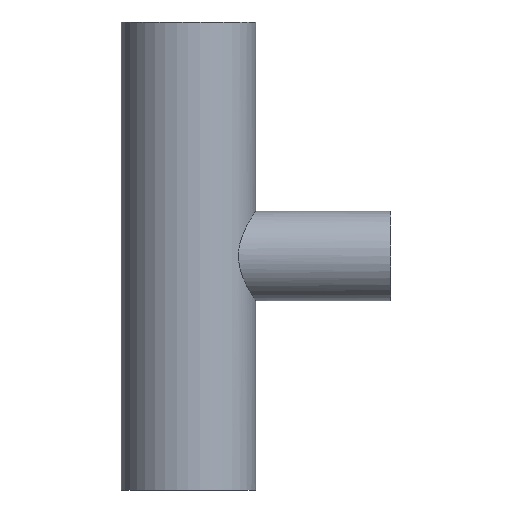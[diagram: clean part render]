
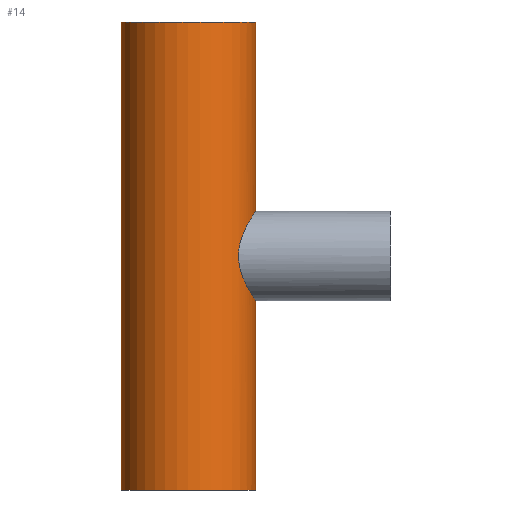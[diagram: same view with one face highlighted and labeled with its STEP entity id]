
A CAD part, front view. The second image highlights one B-rep face of the part: STEP entity #14.
In plain terms, the highlighted cylindrical face has radius 37.5 mm (diameter 75 mm), a partial arc.
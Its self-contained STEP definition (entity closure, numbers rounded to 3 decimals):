
#2 = CARTESIAN_POINT ( 'NONE',  ( 36.936, -6.691, -24.147 ) ) ;
#8 = CARTESIAN_POINT ( 'NONE',  ( 29.032, -23.737, 7.857 ) ) ;
#14 = ADVANCED_FACE ( 'NONE', ( #159 ), #154, .T. ) ;
#15 = CARTESIAN_POINT ( 'NONE',  ( 36.61, -8.272, -23.649 ) ) ;
#44 = CARTESIAN_POINT ( 'NONE',  ( 34.227, -15.391, 19.767 ) ) ;
#50 = CARTESIAN_POINT ( 'NONE',  ( 37.5, -1.711, 25. ) ) ;
#58 = DIRECTION ( 'NONE',  ( 1., 0., 0. ) ) ;
#62 = CARTESIAN_POINT ( 'NONE',  ( 35.285, -12.719, -21.538 ) ) ;
#64 = CARTESIAN_POINT ( 'NONE',  ( 32.744, -18.281, -17.058 ) ) ;
#71 = CARTESIAN_POINT ( 'NONE',  ( 30.658, -21.6, -12.613 ) ) ;
#103 = AXIS2_PLACEMENT_3D ( 'NONE', #252, #600, #58 ) ;
#113 = CARTESIAN_POINT ( 'NONE',  ( 28.466, -24.412, -5.407 ) ) ;
#117 = DIRECTION ( 'NONE',  ( 1., 0., 0. ) ) ;
#120 = CARTESIAN_POINT ( 'NONE',  ( 34.228, -15.386, -19.769 ) ) ;
#122 = CARTESIAN_POINT ( 'NONE',  ( 35.768, -11.289, -22.321 ) ) ;
#125 = CARTESIAN_POINT ( 'NONE',  ( 27.95, -25.001, -1.674 ) ) ;
#133 = ORIENTED_EDGE ( 'NONE', *, *, #401, .T. ) ;
#137 = VERTEX_POINT ( 'NONE', #591 ) ;
#138 = CIRCLE ( 'NONE', #103, 37.5 ) ;
#139 = DIRECTION ( 'NONE',  ( 0., 0., -1. ) ) ;
#154 = CYLINDRICAL_SURFACE ( 'NONE', #438, 37.5 ) ;
#159 = FACE_OUTER_BOUND ( 'NONE', #274, .T. ) ;
#162 = CARTESIAN_POINT ( 'NONE',  ( 35.038, -13.384, 21.131 ) ) ;
#163 = CARTESIAN_POINT ( 'NONE',  ( 0., 0., -130.5 ) ) ;
#165 = CARTESIAN_POINT ( 'NONE',  ( 37.5, 0., -25. ) ) ;
#169 = LINE ( 'NONE', #233, #484 ) ;
#170 = CARTESIAN_POINT ( 'NONE',  ( 28.547, -24.318, -5.817 ) ) ;
#171 = VERTEX_POINT ( 'NONE', #205 ) ;
#173 = CARTESIAN_POINT ( 'NONE',  ( 31.838, -19.823, 15.254 ) ) ;
#178 = CARTESIAN_POINT ( 'NONE',  ( 28.817, -23.997, -7.021 ) ) ;
#179 = CARTESIAN_POINT ( 'NONE',  ( -37.5, 0., 130.5 ) ) ;
#181 = CARTESIAN_POINT ( 'NONE',  ( 37.5, 0., 130.5 ) ) ;
#194 = VERTEX_POINT ( 'NONE', #165 ) ;
#205 = CARTESIAN_POINT ( 'NONE',  ( -37.5, 0., 130.5 ) ) ;
#209 = CARTESIAN_POINT ( 'NONE',  ( 29.837, -22.719, -10.465 ) ) ;
#214 = CARTESIAN_POINT ( 'NONE',  ( 32.288, -19.074, -16.166 ) ) ;
#217 = CARTESIAN_POINT ( 'NONE',  ( 30.946, -21.187, -13.295 ) ) ;
#221 = CARTESIAN_POINT ( 'NONE',  ( 37.472, -1.685, -24.957 ) ) ;
#224 = EDGE_CURVE ( 'NONE', #499, #194, #622, .T. ) ;
#233 = CARTESIAN_POINT ( 'NONE',  ( 37.5, 0., 130.5 ) ) ;
#239 = VERTEX_POINT ( 'NONE', #601 ) ;
#252 = CARTESIAN_POINT ( 'NONE',  ( 0., 0., 130.5 ) ) ;
#253 = ORIENTED_EDGE ( 'NONE', *, *, #292, .F. ) ;
#259 = CARTESIAN_POINT ( 'NONE',  ( 28.104, -24.832, -3.346 ) ) ;
#261 = CARTESIAN_POINT ( 'NONE',  ( 37.351, -3.366, -24.776 ) ) ;
#263 = CARTESIAN_POINT ( 'NONE',  ( 28.726, -24.108, 6.671 ) ) ;
#269 = CARTESIAN_POINT ( 'NONE',  ( 35.029, -13.405, -21.117 ) ) ;
#274 = EDGE_LOOP ( 'NONE', ( #338, #553, #133, #533, #253, #437 ) ) ;
#291 = CARTESIAN_POINT ( 'NONE',  ( 36.59, -8.252, 23.614 ) ) ;
#292 = EDGE_CURVE ( 'NONE', #194, #137, #169, .T. ) ;
#296 = CARTESIAN_POINT ( 'NONE',  ( 36.914, -6.651, 24.114 ) ) ;
#301 = DIRECTION ( 'NONE',  ( 0., 0., -1. ) ) ;
#303 = CARTESIAN_POINT ( 'NONE',  ( 37.216, -4.626, -24.572 ) ) ;
#307 = CARTESIAN_POINT ( 'NONE',  ( 28.146, -24.781, 3.411 ) ) ;
#308 = CARTESIAN_POINT ( 'NONE',  ( 31.536, -20.298, 14.616 ) ) ;
#309 = CARTESIAN_POINT ( 'NONE',  ( 37.266, -4.206, -24.647 ) ) ;
#312 = CARTESIAN_POINT ( 'NONE',  ( 30.104, -22.366, -11.199 ) ) ;
#327 = DIRECTION ( 'NONE',  ( 0., 0., -1. ) ) ;
#338 = ORIENTED_EDGE ( 'NONE', *, *, #359, .F. ) ;
#346 = CARTESIAN_POINT ( 'NONE',  ( 37.384, -3.383, 24.826 ) ) ;
#356 = CARTESIAN_POINT ( 'NONE',  ( 28.549, -24.316, 5.869 ) ) ;
#358 = CARTESIAN_POINT ( 'NONE',  ( 35.996, -10.544, -22.683 ) ) ;
#359 = EDGE_CURVE ( 'NONE', #239, #499, #629, .T. ) ;
#360 = CARTESIAN_POINT ( 'NONE',  ( 29.119, -23.631, -8.201 ) ) ;
#364 = VECTOR ( 'NONE', #139, 1000. ) ;
#374 = CARTESIAN_POINT ( 'NONE',  ( -37.5, 0., -130.5 ) ) ;
#387 = CIRCLE ( 'NONE', #603, 37.5 ) ;
#388 = DIRECTION ( 'NONE',  ( -1., 0., 0. ) ) ;
#395 = CARTESIAN_POINT ( 'NONE',  ( 37.5, 0., 25. ) ) ;
#401 = EDGE_CURVE ( 'NONE', #171, #489, #460, .T. ) ;
#402 = CARTESIAN_POINT ( 'NONE',  ( 32.44, -18.815, -16.467 ) ) ;
#403 = CARTESIAN_POINT ( 'NONE',  ( 29.346, -23.351, -8.967 ) ) ;
#405 = CARTESIAN_POINT ( 'NONE',  ( 27.952, -24.999, 0.87 ) ) ;
#411 = CARTESIAN_POINT ( 'NONE',  ( 30.099, -22.382, 11.254 ) ) ;
#437 = ORIENTED_EDGE ( 'NONE', *, *, #224, .F. ) ;
#438 = AXIS2_PLACEMENT_3D ( 'NONE', #541, #301, #388 ) ;
#443 = CARTESIAN_POINT ( 'NONE',  ( 37.052, -5.84, 24.323 ) ) ;
#449 = CARTESIAN_POINT ( 'NONE',  ( 31.534, -20.301, -14.612 ) ) ;
#450 = CARTESIAN_POINT ( 'NONE',  ( 30.656, -21.624, 12.646 ) ) ;
#453 = CARTESIAN_POINT ( 'NONE',  ( 33.648, -16.604, -18.757 ) ) ;
#455 = CARTESIAN_POINT ( 'NONE',  ( 31.834, -19.828, -15.247 ) ) ;
#459 = CARTESIAN_POINT ( 'NONE',  ( 33.645, -16.61, 18.752 ) ) ;
#460 = LINE ( 'NONE', #179, #364 ) ;
#474 = CARTESIAN_POINT ( 'NONE',  ( 37.5, 0., 25. ) ) ;
#484 = VECTOR ( 'NONE', #327, 1000. ) ;
#489 = VERTEX_POINT ( 'NONE', #374 ) ;
#492 = CARTESIAN_POINT ( 'NONE',  ( 35.774, -11.27, 22.331 ) ) ;
#493 = CARTESIAN_POINT ( 'NONE',  ( 35.998, -10.537, 22.686 ) ) ;
#499 = VERTEX_POINT ( 'NONE', #474 ) ;
#501 = CARTESIAN_POINT ( 'NONE',  ( 37.5, 0., -25. ) ) ;
#502 = VECTOR ( 'NONE', #531, 1000. ) ;
#504 = CARTESIAN_POINT ( 'NONE',  ( 28.722, -24.11, -6.623 ) ) ;
#506 = CARTESIAN_POINT ( 'NONE',  ( 29.14, -23.604, 8.249 ) ) ;
#508 = CARTESIAN_POINT ( 'NONE',  ( 32.445, -18.813, 16.484 ) ) ;
#511 = CARTESIAN_POINT ( 'NONE',  ( 28.259, -24.652, 4.239 ) ) ;
#531 = DIRECTION ( 'NONE',  ( 0., 0., -1. ) ) ;
#533 = ORIENTED_EDGE ( 'NONE', *, *, #634, .T. ) ;
#539 = DIRECTION ( 'NONE',  ( 0., 0., 1. ) ) ;
#541 = CARTESIAN_POINT ( 'NONE',  ( 0., 0., 130.5 ) ) ;
#546 = CARTESIAN_POINT ( 'NONE',  ( 37.386, -2.946, -24.829 ) ) ;
#550 = CARTESIAN_POINT ( 'NONE',  ( 29.367, -23.321, 9.017 ) ) ;
#551 = CARTESIAN_POINT ( 'NONE',  ( 27.992, -24.954, 1.729 ) ) ;
#553 = ORIENTED_EDGE ( 'NONE', *, *, #639, .F. ) ;
#555 = CARTESIAN_POINT ( 'NONE',  ( 32.748, -18.282, 17.071 ) ) ;
#591 = CARTESIAN_POINT ( 'NONE',  ( 37.5, 0., -130.5 ) ) ;
#598 = CARTESIAN_POINT ( 'NONE',  ( 36.405, -9.029, 23.327 ) ) ;
#600 = DIRECTION ( 'NONE',  ( 0., 0., 1. ) ) ;
#601 = CARTESIAN_POINT ( 'NONE',  ( 37.5, 0., 130.5 ) ) ;
#602 = CARTESIAN_POINT ( 'NONE',  ( 37.5, -0.843, -25. ) ) ;
#603 = AXIS2_PLACEMENT_3D ( 'NONE', #163, #539, #117 ) ;
#604 = CARTESIAN_POINT ( 'NONE',  ( 32.896, -18.006, -17.348 ) ) ;
#611 = CARTESIAN_POINT ( 'NONE',  ( 29.485, -23.171, 9.395 ) ) ;
#622 = B_SPLINE_CURVE_WITH_KNOTS ( 'NONE', 3,
 ( #395, #50, #346, #443, #296, #291, #598, #493, #492, #641, #162, #44, #459, #555, #508, #173, #308, #450, #411, #611, #550, #506, #8, #263, #356, #511, #307, #551, #405, #125, #259, #113, #170, #504, #178, #360, #403, #209, #312, #71, #217, #449, #455, #214, #402, #64, #604, #453, #120, #269, #62, #122, #358, #15, #2, #303, #309, #261, #546, #221, #602, #501 ),
 .UNSPECIFIED., .F., .F.,
 ( 4, 2, 2, 2, 2, 2, 2, 2, 2, 2, 2, 2, 2, 2, 2, 2, 2, 2, 2, 2, 2, 2, 2, 2, 2, 2, 2, 2, 2, 2, 4 ),
 ( 0., 0.005, 0.008, 0.01, 0.013, 0.015, 0.02, 0.023, 0.025, 0.03, 0.032, 0.033, 0.035, 0.038, 0.04, 0.045, 0.047, 0.048, 0.05, 0.053, 0.056, 0.058, 0.059, 0.061, 0.066, 0.068, 0.071, 0.076, 0.077, 0.078, 0.081 ),
 .UNSPECIFIED. ) ;
#629 = LINE ( 'NONE', #181, #502 ) ;
#634 = EDGE_CURVE ( 'NONE', #489, #137, #387, .T. ) ;
#639 = EDGE_CURVE ( 'NONE', #171, #239, #138, .T. ) ;
#641 = CARTESIAN_POINT ( 'NONE',  ( 35.295, -12.692, 21.554 ) ) ;
